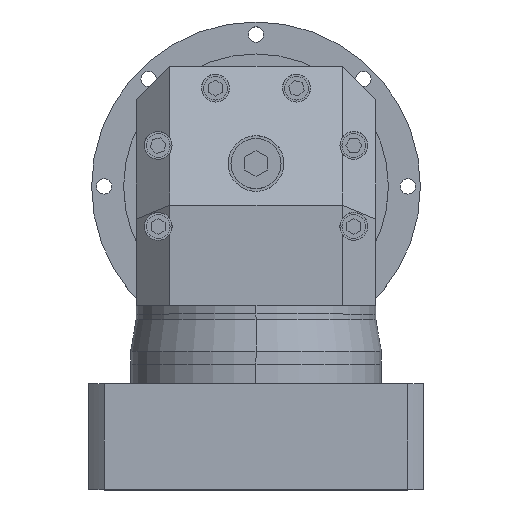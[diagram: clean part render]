
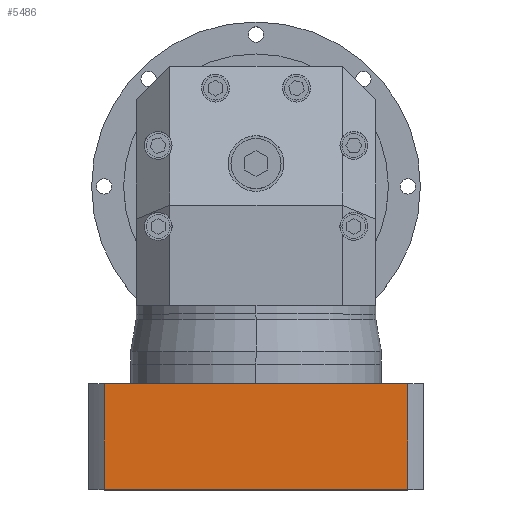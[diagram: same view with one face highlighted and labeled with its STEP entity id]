
A CAD part, top view. The second image highlights one B-rep face of the part: STEP entity #5486.
In plain terms, the highlighted planar face has unit normal (0, 0, 1).
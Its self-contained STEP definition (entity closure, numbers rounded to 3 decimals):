
#295 = VERTEX_POINT ( 'NONE', #3078 ) ;
#331 = CARTESIAN_POINT ( 'NONE',  ( 54.415, -109., 103. ) ) ;
#942 = VECTOR ( 'NONE', #5376, 1000. ) ;
#1451 = ORIENTED_EDGE ( 'NONE', *, *, #4204, .F. ) ;
#2396 = ORIENTED_EDGE ( 'NONE', *, *, #9187, .T. ) ;
#2737 = CARTESIAN_POINT ( 'NONE',  ( -54.415, -71., 103. ) ) ;
#3078 = CARTESIAN_POINT ( 'NONE',  ( -54.415, -71., 103. ) ) ;
#3115 = ORIENTED_EDGE ( 'NONE', *, *, #8891, .F. ) ;
#3923 = DIRECTION ( 'NONE',  ( -1., 0., 0. ) ) ;
#4204 = EDGE_CURVE ( 'NONE', #11509, #295, #4471, .T. ) ;
#4282 = DIRECTION ( 'NONE',  ( -1., 0., 0. ) ) ;
#4348 = EDGE_LOOP ( 'NONE', ( #5125, #1451, #3115, #2396 ) ) ;
#4471 = LINE ( 'NONE', #5211, #942 ) ;
#4535 = LINE ( 'NONE', #331, #13473 ) ;
#5125 = ORIENTED_EDGE ( 'NONE', *, *, #8593, .T. ) ;
#5211 = CARTESIAN_POINT ( 'NONE',  ( -54.415, -109., 103. ) ) ;
#5376 = DIRECTION ( 'NONE',  ( 0., 1., 0. ) ) ;
#5486 = ADVANCED_FACE ( 'NONE', ( #9174 ), #14417, .F. ) ;
#6552 = VECTOR ( 'NONE', #3923, 1000. ) ;
#7882 = CARTESIAN_POINT ( 'NONE',  ( 54.415, -109., 103. ) ) ;
#8541 = DIRECTION ( 'NONE',  ( 0., 1., 0. ) ) ;
#8577 = DIRECTION ( 'NONE',  ( -1., 0., 0. ) ) ;
#8593 = EDGE_CURVE ( 'NONE', #13117, #295, #12775, .T. ) ;
#8891 = EDGE_CURVE ( 'NONE', #11691, #11509, #12410, .T. ) ;
#8949 = CARTESIAN_POINT ( 'NONE',  ( 54.415, -71., 103. ) ) ;
#9174 = FACE_OUTER_BOUND ( 'NONE', #4348, .T. ) ;
#9187 = EDGE_CURVE ( 'NONE', #11691, #13117, #4535, .T. ) ;
#9439 = AXIS2_PLACEMENT_3D ( 'NONE', #14223, #9852, #8577 ) ;
#9852 = DIRECTION ( 'NONE',  ( 0., 0., -1. ) ) ;
#11509 = VERTEX_POINT ( 'NONE', #14635 ) ;
#11680 = VECTOR ( 'NONE', #4282, 1000. ) ;
#11691 = VERTEX_POINT ( 'NONE', #7882 ) ;
#12410 = LINE ( 'NONE', #12451, #11680 ) ;
#12451 = CARTESIAN_POINT ( 'NONE',  ( -54.415, -109., 103. ) ) ;
#12775 = LINE ( 'NONE', #2737, #6552 ) ;
#13117 = VERTEX_POINT ( 'NONE', #8949 ) ;
#13473 = VECTOR ( 'NONE', #8541, 1000. ) ;
#14223 = CARTESIAN_POINT ( 'NONE',  ( -54.415, -109., 103. ) ) ;
#14417 = PLANE ( 'NONE',  #9439 ) ;
#14635 = CARTESIAN_POINT ( 'NONE',  ( -54.415, -109., 103. ) ) ;
